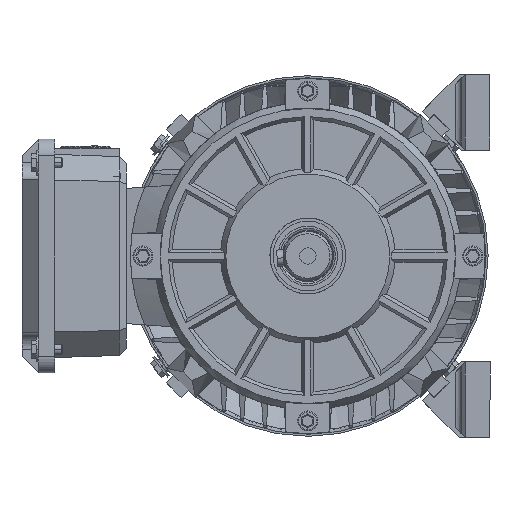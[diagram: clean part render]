
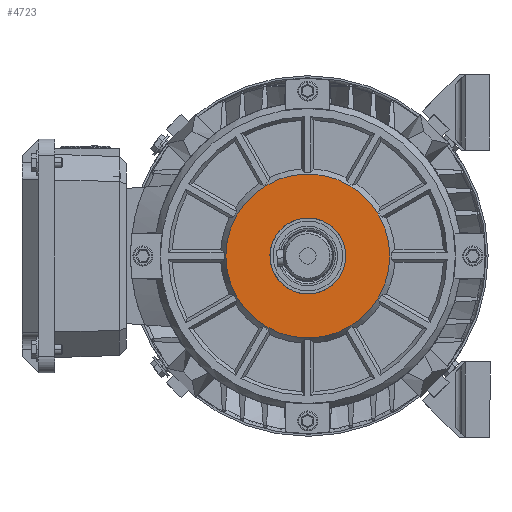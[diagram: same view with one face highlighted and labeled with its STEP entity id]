
A CAD part, left-side view. The second image highlights one B-rep face of the part: STEP entity #4723.
In plain terms, the highlighted planar face has unit normal (-1, 0, 0).
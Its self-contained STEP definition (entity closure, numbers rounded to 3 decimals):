
#3568 = EDGE_CURVE ( 'NONE', #3570, #3572, #60570, .T. ) ;
#3570 = VERTEX_POINT ( 'NONE', #60561 ) ;
#3572 = VERTEX_POINT ( 'NONE', #60559 ) ;
#3728 = VERTEX_POINT ( 'NONE', #61014 ) ;
#3835 = EDGE_CURVE ( 'NONE', #3728, #3838, #61375, .T. ) ;
#3838 = VERTEX_POINT ( 'NONE', #61369 ) ;
#4722 = EDGE_CURVE ( 'NONE', #3838, #3728, #86419, .T. ) ;
#4723 = ADVANCED_FACE ( 'NONE', ( #86415, #86414 ), #86412, .F. ) ;
#4726 = EDGE_LOOP ( 'NONE', ( #4728, #4730 ) ) ;
#4728 = ORIENTED_EDGE ( 'NONE', *, *, #4722, .F. ) ;
#4730 = ORIENTED_EDGE ( 'NONE', *, *, #3835, .F. ) ;
#4731 = EDGE_LOOP ( 'NONE', ( #4732, #4829 ) ) ;
#4732 = ORIENTED_EDGE ( 'NONE', *, *, #4828, .T. ) ;
#4828 = EDGE_CURVE ( 'NONE', #3572, #3570, #86599, .T. ) ;
#4829 = ORIENTED_EDGE ( 'NONE', *, *, #3568, .T. ) ;
#60559 = CARTESIAN_POINT ( 'NONE',  ( 0., 0., -40. ) ) ;
#60561 = CARTESIAN_POINT ( 'NONE',  ( 0., 0., 40. ) ) ;
#60563 = DIRECTION ( 'NONE',  ( 0., 0., 1. ) ) ;
#60565 = DIRECTION ( 'NONE',  ( -1., 0., 0. ) ) ;
#60567 = CARTESIAN_POINT ( 'NONE',  ( 0., 0., 0. ) ) ;
#60568 = AXIS2_PLACEMENT_3D ( 'NONE', #60567, #60565, #60563 ) ;
#60570 = CIRCLE ( 'NONE', #60568, 40. ) ;
#61014 = CARTESIAN_POINT ( 'NONE',  ( 0., 0., -18.5 ) ) ;
#61369 = CARTESIAN_POINT ( 'NONE',  ( 0., 0., 18.5 ) ) ;
#61371 = DIRECTION ( 'NONE',  ( 0., 0., 1. ) ) ;
#61373 = DIRECTION ( 'NONE',  ( -1., 0., 0. ) ) ;
#61374 = AXIS2_PLACEMENT_3D ( 'NONE', #61388, #61373, #61371 ) ;
#61375 = CIRCLE ( 'NONE', #61374, 18.5 ) ;
#61388 = CARTESIAN_POINT ( 'NONE',  ( 0., 0., 0. ) ) ;
#86411 = CARTESIAN_POINT ( 'NONE',  ( 0., 18.5, 0. ) ) ;
#86412 = PLANE ( 'NONE',  #86413 ) ;
#86413 = AXIS2_PLACEMENT_3D ( 'NONE', #86411, #86472, #86471 ) ;
#86414 = FACE_OUTER_BOUND ( 'NONE', #4731, .T. ) ;
#86415 = FACE_BOUND ( 'NONE', #4726, .T. ) ;
#86416 = DIRECTION ( 'NONE',  ( 0., 0., 1. ) ) ;
#86417 = DIRECTION ( 'NONE',  ( -1., 0., 0. ) ) ;
#86418 = AXIS2_PLACEMENT_3D ( 'NONE', #86425, #86417, #86416 ) ;
#86419 = CIRCLE ( 'NONE', #86418, 18.5 ) ;
#86425 = CARTESIAN_POINT ( 'NONE',  ( 0., 0., 0. ) ) ;
#86471 = DIRECTION ( 'NONE',  ( 0., 0., -1. ) ) ;
#86472 = DIRECTION ( 'NONE',  ( 1., 0., 0. ) ) ;
#86595 = DIRECTION ( 'NONE',  ( 0., 0., 1. ) ) ;
#86596 = DIRECTION ( 'NONE',  ( -1., 0., 0. ) ) ;
#86597 = CARTESIAN_POINT ( 'NONE',  ( 0., 0., 0. ) ) ;
#86598 = AXIS2_PLACEMENT_3D ( 'NONE', #86597, #86596, #86595 ) ;
#86599 = CIRCLE ( 'NONE', #86598, 40. ) ;
